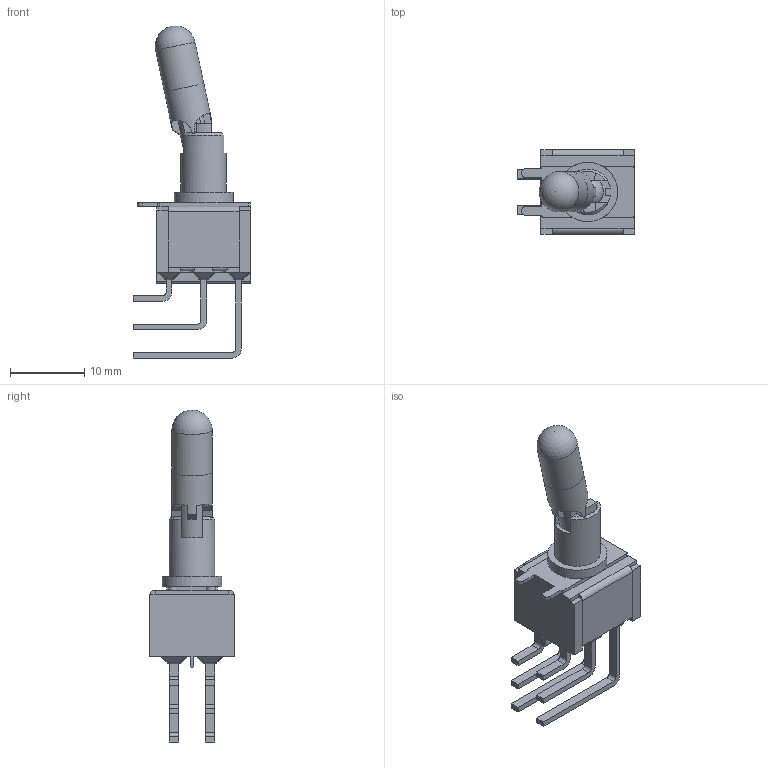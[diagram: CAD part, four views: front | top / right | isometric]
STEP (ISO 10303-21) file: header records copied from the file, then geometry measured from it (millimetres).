
FILE_DESCRIPTION(/* description */ (''),/* implementation_level */ '2;1');
FILE_NAME(/* name */ '100DPxK1B25M7xE.stp',/* time_stamp */ '2026-01-17T18:03:22-06:00',/* author */ ('jmeyers'),/* organization */ (''),/* preprocessor_version */ 'ST-DEVELOPER v18.1',/* originating_system */ 'Autodesk Inventor 2022',/* authorisation */ '');
FILE_SCHEMA (('CONFIG_CONTROL_DESIGN','AUTOMOTIVE_DESIGN { 1 0 10303 214 3 1 1 }'));
Length unit declared in the file: inch
Products named in the file (1): Part38
Bounding box: 15.88 x 11.43 x 44.76 mm (x, y, z)
Volume: 1351.6 mm3; surface area: 2503 mm2
Topology: 1 solids, 2 shells, 423 faces, 1118 edges, 690 vertices
Faces by surface type: plane 298, cylinder 96, sphere 27, cone 2
Full cylindrical faces by diameter (mm): 1.5 x1, 4.2 x2, 5.44 x2, 8 x1
Entity records: 12842 total; most frequent: CARTESIAN_POINT 2354, ORIENTED_EDGE 2184, DIRECTION 2151, EDGE_CURVE 1092, LINE 841, VECTOR 841, VERTEX_POINT 690, AXIS2_PLACEMENT_3D 655
